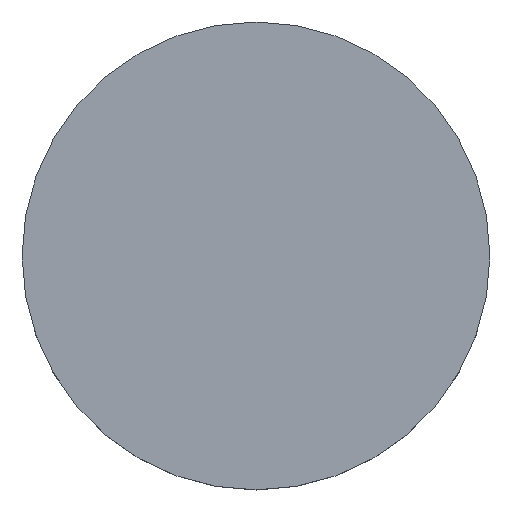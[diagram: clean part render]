
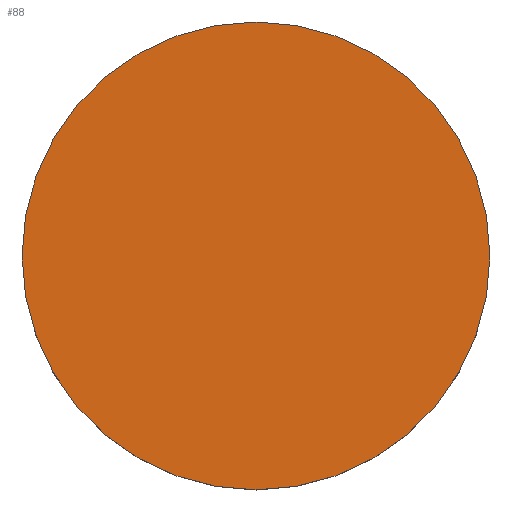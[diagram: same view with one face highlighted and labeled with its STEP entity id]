
A CAD part, top view. The second image highlights one B-rep face of the part: STEP entity #88.
In plain terms, the highlighted planar face has unit normal (0, 0, 1).
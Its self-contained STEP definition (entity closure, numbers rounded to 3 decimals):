
#1 = CARTESIAN_POINT ( 'NONE',  ( 6.35, 0., 2.1 ) ) ;
#4 = DIRECTION ( 'NONE',  ( 1., 0., 0. ) ) ;
#34 = CARTESIAN_POINT ( 'NONE',  ( 0., 13.158, 2.1 ) ) ;
#38 = AXIS2_PLACEMENT_3D ( 'NONE', #34, #220, #110 ) ;
#45 = ORIENTED_EDGE ( 'NONE', *, *, #217, .F. ) ;
#53 = CARTESIAN_POINT ( 'NONE',  ( 0., 0., 2.1 ) ) ;
#58 = DIRECTION ( 'NONE',  ( 1., 0., 0. ) ) ;
#61 = AXIS2_PLACEMENT_3D ( 'NONE', #53, #156, #4 ) ;
#88 = ADVANCED_FACE ( 'NONE', ( #201 ), #235, .T. ) ;
#93 = VERTEX_POINT ( 'NONE', #1 ) ;
#110 = DIRECTION ( 'NONE',  ( 1., 0., 0. ) ) ;
#116 = EDGE_LOOP ( 'NONE', ( #45, #197 ) ) ;
#124 = VERTEX_POINT ( 'NONE', #145 ) ;
#128 = EDGE_CURVE ( 'NONE', #124, #93, #185, .T. ) ;
#145 = CARTESIAN_POINT ( 'NONE',  ( -6.35, 0., 2.1 ) ) ;
#156 = DIRECTION ( 'NONE',  ( 0., 0., -1. ) ) ;
#166 = AXIS2_PLACEMENT_3D ( 'NONE', #181, #212, #58 ) ;
#181 = CARTESIAN_POINT ( 'NONE',  ( 0., 0., 2.1 ) ) ;
#185 = CIRCLE ( 'NONE', #166, 6.35 ) ;
#197 = ORIENTED_EDGE ( 'NONE', *, *, #128, .F. ) ;
#200 = CIRCLE ( 'NONE', #61, 6.35 ) ;
#201 = FACE_OUTER_BOUND ( 'NONE', #116, .T. ) ;
#212 = DIRECTION ( 'NONE',  ( 0., 0., -1. ) ) ;
#217 = EDGE_CURVE ( 'NONE', #93, #124, #200, .T. ) ;
#220 = DIRECTION ( 'NONE',  ( 0., 0., 1. ) ) ;
#235 = PLANE ( 'NONE',  #38 ) ;
